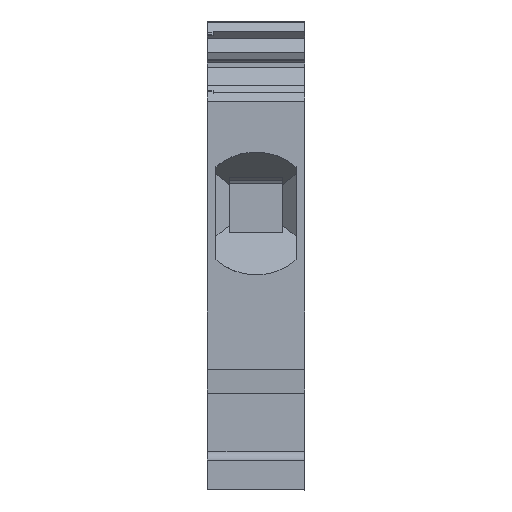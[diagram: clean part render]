
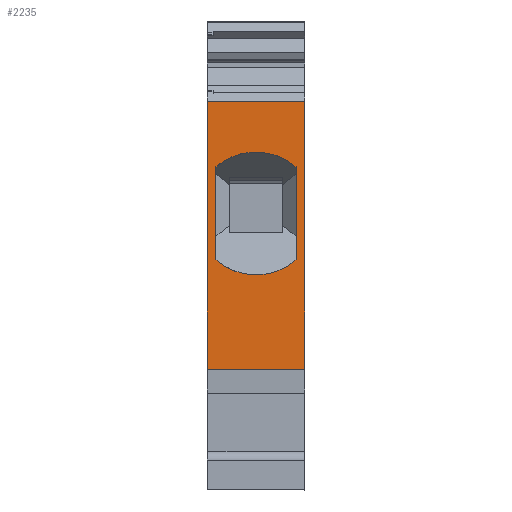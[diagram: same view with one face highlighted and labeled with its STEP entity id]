
A CAD part, front view. The second image highlights one B-rep face of the part: STEP entity #2235.
In plain terms, the highlighted planar face has unit normal (0, -1, 0).
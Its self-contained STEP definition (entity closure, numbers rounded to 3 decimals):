
#2163=AXIS2_PLACEMENT_3D('Plane Axis2P3D',#2160,#2161,#2162) ;
#1457=CARTESIAN_POINT('Vertex',(0.,0.,40.52)) ;
#1460=CARTESIAN_POINT('Line Origine',(5.075,0.,40.52)) ;
#1464=CARTESIAN_POINT('Vertex',(10.15,0.,40.52)) ;
#1883=CARTESIAN_POINT('Line Origine',(10.15,0.,26.56)) ;
#1887=CARTESIAN_POINT('Vertex',(10.15,0.,12.6)) ;
#2160=CARTESIAN_POINT('Axis2P3D Location',(10.15,0.,1.)) ;
#2165=CARTESIAN_POINT('Line Origine',(0.,0.,26.56)) ;
#2169=CARTESIAN_POINT('Vertex',(0.,0.,12.6)) ;
#2172=CARTESIAN_POINT('Line Origine',(5.075,0.,12.6)) ;
#2183=CARTESIAN_POINT('Line Origine',(0.9,0.,28.835)) ;
#2187=CARTESIAN_POINT('Vertex',(0.9,0.,33.686)) ;
#2189=CARTESIAN_POINT('Vertex',(0.9,0.,23.984)) ;
#2193=CARTESIAN_POINT('Control Point',(9.25,0.,33.686)) ;
#2194=CARTESIAN_POINT('Control Point',(8.78,0.,34.09)) ;
#2195=CARTESIAN_POINT('Control Point',(8.262,0.,34.437)) ;
#2196=CARTESIAN_POINT('Control Point',(7.703,0.,34.72)) ;
#2197=CARTESIAN_POINT('Control Point',(6.529,0.,35.144)) ;
#2198=CARTESIAN_POINT('Control Point',(5.288,0.,35.277)) ;
#2199=CARTESIAN_POINT('Control Point',(4.662,0.,35.267)) ;
#2200=CARTESIAN_POINT('Control Point',(3.465,0.,35.102)) ;
#2201=CARTESIAN_POINT('Control Point',(2.34,0.,34.665)) ;
#2202=CARTESIAN_POINT('Control Point',(1.822,0.,34.392)) ;
#2203=CARTESIAN_POINT('Control Point',(1.34,0.,34.064)) ;
#2204=CARTESIAN_POINT('Control Point',(0.9,0.,33.686)) ;
#2205=CARTESIAN_POINT('Vertex',(9.25,0.,33.686)) ;
#2208=CARTESIAN_POINT('Line Origine',(9.25,0.,28.835)) ;
#2212=CARTESIAN_POINT('Vertex',(9.25,0.,23.984)) ;
#2216=CARTESIAN_POINT('Control Point',(0.9,0.,23.984)) ;
#2217=CARTESIAN_POINT('Control Point',(1.37,0.,23.58)) ;
#2218=CARTESIAN_POINT('Control Point',(1.888,0.,23.233)) ;
#2219=CARTESIAN_POINT('Control Point',(2.447,0.,22.95)) ;
#2220=CARTESIAN_POINT('Control Point',(3.621,0.,22.525)) ;
#2221=CARTESIAN_POINT('Control Point',(4.862,0.,22.393)) ;
#2222=CARTESIAN_POINT('Control Point',(5.488,0.,22.403)) ;
#2223=CARTESIAN_POINT('Control Point',(6.685,0.,22.568)) ;
#2224=CARTESIAN_POINT('Control Point',(7.81,0.,23.005)) ;
#2225=CARTESIAN_POINT('Control Point',(8.328,0.,23.277)) ;
#2226=CARTESIAN_POINT('Control Point',(8.81,0.,23.606)) ;
#2227=CARTESIAN_POINT('Control Point',(9.25,0.,23.984)) ;
#1461=DIRECTION('Vector Direction',(1.,0.,0.)) ;
#1884=DIRECTION('Vector Direction',(0.,0.,1.)) ;
#2161=DIRECTION('Axis2P3D Direction',(0.,1.,0.)) ;
#2162=DIRECTION('Axis2P3D XDirection',(0.,0.,-1.)) ;
#2166=DIRECTION('Vector Direction',(0.,0.,1.)) ;
#2173=DIRECTION('Vector Direction',(1.,0.,0.)) ;
#2184=DIRECTION('Vector Direction',(0.,0.,-1.)) ;
#2209=DIRECTION('Vector Direction',(0.,0.,1.)) ;
#1462=VECTOR('Line Direction',#1461,1.) ;
#1885=VECTOR('Line Direction',#1884,1.) ;
#2167=VECTOR('Line Direction',#2166,1.) ;
#2174=VECTOR('Line Direction',#2173,1.) ;
#2185=VECTOR('Line Direction',#2184,1.) ;
#2210=VECTOR('Line Direction',#2209,1.) ;
#2178=ORIENTED_EDGE('',*,*,#1466,.F.) ;
#2179=ORIENTED_EDGE('',*,*,#2171,.F.) ;
#2180=ORIENTED_EDGE('',*,*,#2176,.T.) ;
#2181=ORIENTED_EDGE('',*,*,#1889,.T.) ;
#2230=ORIENTED_EDGE('',*,*,#2191,.F.) ;
#2231=ORIENTED_EDGE('',*,*,#2207,.F.) ;
#2232=ORIENTED_EDGE('',*,*,#2214,.F.) ;
#2233=ORIENTED_EDGE('',*,*,#2228,.F.) ;
#2234=FACE_BOUND('',#2229,.T.) ;
#2235=ADVANCED_FACE('MANIFOLD_SOLID_BREP #72640',(#2182,#2234),#2164,.F.) ;
#2192=B_SPLINE_CURVE_WITH_KNOTS('',5,(#2193,#2194,#2195,#2196,#2197,#2198,#2199,#2200,#2201,#2202,#2203,#2204),.UNSPECIFIED.,.F.,.U.,(6,3,3,6),(0.,4.382,8.763,12.864),.UNSPECIFIED.) ;
#2215=B_SPLINE_CURVE_WITH_KNOTS('',5,(#2216,#2217,#2218,#2219,#2220,#2221,#2222,#2223,#2224,#2225,#2226,#2227),.UNSPECIFIED.,.F.,.U.,(6,3,3,6),(0.,4.382,8.763,12.864),.UNSPECIFIED.) ;
#1466=EDGE_CURVE('',#1458,#1465,#1463,.T.) ;
#1889=EDGE_CURVE('',#1888,#1465,#1886,.T.) ;
#2171=EDGE_CURVE('',#2170,#1458,#2168,.T.) ;
#2176=EDGE_CURVE('',#2170,#1888,#2175,.T.) ;
#2191=EDGE_CURVE('',#2188,#2190,#2186,.T.) ;
#2207=EDGE_CURVE('',#2206,#2188,#2192,.T.) ;
#2214=EDGE_CURVE('',#2213,#2206,#2211,.T.) ;
#2228=EDGE_CURVE('',#2190,#2213,#2215,.T.) ;
#2177=EDGE_LOOP('',(#2178,#2179,#2180,#2181)) ;
#2229=EDGE_LOOP('',(#2230,#2231,#2232,#2233)) ;
#2182=FACE_OUTER_BOUND('',#2177,.T.) ;
#1463=LINE('Line',#1460,#1462) ;
#1886=LINE('Line',#1883,#1885) ;
#2168=LINE('Line',#2165,#2167) ;
#2175=LINE('Line',#2172,#2174) ;
#2186=LINE('Line',#2183,#2185) ;
#2211=LINE('Line',#2208,#2210) ;
#2164=PLANE('',#2163) ;
#1458=VERTEX_POINT('',#1457) ;
#1465=VERTEX_POINT('',#1464) ;
#1888=VERTEX_POINT('',#1887) ;
#2170=VERTEX_POINT('',#2169) ;
#2188=VERTEX_POINT('',#2187) ;
#2190=VERTEX_POINT('',#2189) ;
#2206=VERTEX_POINT('',#2205) ;
#2213=VERTEX_POINT('',#2212) ;
